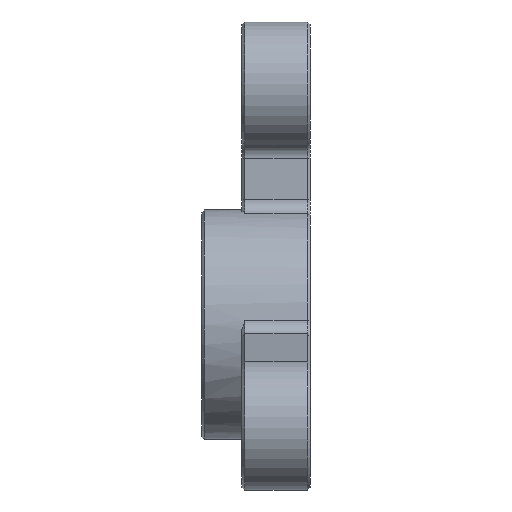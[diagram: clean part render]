
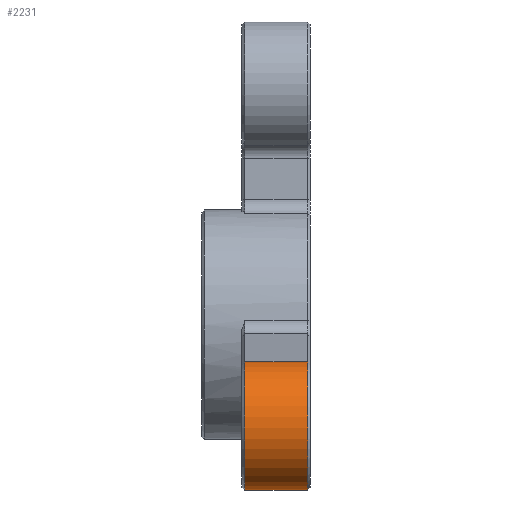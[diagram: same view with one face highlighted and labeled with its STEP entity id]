
A CAD part, left-side view. The second image highlights one B-rep face of the part: STEP entity #2231.
In plain terms, the highlighted cylindrical face has radius 4.491 mm (diameter 8.982 mm), a partial arc.
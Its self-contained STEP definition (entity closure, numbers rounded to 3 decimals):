
#47=CYLINDRICAL_SURFACE('',#2472,4.491);
#218=FACE_OUTER_BOUND('',#358,.T.);
#358=EDGE_LOOP('',(#1837,#1838,#1839,#1840));
#549=LINE('',#3688,#776);
#550=LINE('',#3690,#777);
#776=VECTOR('',#2983,10.);
#777=VECTOR('',#2986,10.);
#940=CIRCLE('',#2424,4.491);
#947=CIRCLE('',#2442,4.491);
#1071=VERTEX_POINT('',#3566);
#1073=VERTEX_POINT('',#3573);
#1086=VERTEX_POINT('',#3620);
#1087=VERTEX_POINT('',#3624);
#1309=EDGE_CURVE('',#1073,#1071,#940,.T.);
#1334=EDGE_CURVE('',#1086,#1087,#947,.T.);
#1367=EDGE_CURVE('',#1087,#1073,#549,.T.);
#1368=EDGE_CURVE('',#1071,#1086,#550,.T.);
#1837=ORIENTED_EDGE('',*,*,#1309,.F.);
#1838=ORIENTED_EDGE('',*,*,#1367,.F.);
#1839=ORIENTED_EDGE('',*,*,#1334,.F.);
#1840=ORIENTED_EDGE('',*,*,#1368,.F.);
#2231=ADVANCED_FACE('',(#218),#47,.T.);
#2424=AXIS2_PLACEMENT_3D('',#3575,#2846,#2847);
#2442=AXIS2_PLACEMENT_3D('',#3625,#2900,#2901);
#2472=AXIS2_PLACEMENT_3D('',#3689,#2984,#2985);
#2846=DIRECTION('center_axis',(0.,1.,0.));
#2847=DIRECTION('ref_axis',(-1.,0.,0.));
#2900=DIRECTION('center_axis',(0.,-1.,0.));
#2901=DIRECTION('ref_axis',(-1.,0.,0.));
#2983=DIRECTION('',(0.,1.,0.));
#2984=DIRECTION('center_axis',(0.,1.,0.));
#2985=DIRECTION('ref_axis',(-0.979,0.,-0.206));
#2986=DIRECTION('',(0.,-1.,0.));
#3566=CARTESIAN_POINT('',(36.806,-25.809,28.34));
#3573=CARTESIAN_POINT('',(37.547,-25.809,24.818));
#3575=CARTESIAN_POINT('Origin',(33.15,-25.809,25.732));
#3620=CARTESIAN_POINT('',(36.806,-30.209,28.34));
#3624=CARTESIAN_POINT('',(37.547,-30.209,24.818));
#3625=CARTESIAN_POINT('Origin',(33.15,-30.209,25.732));
#3688=CARTESIAN_POINT('',(37.547,-30.409,24.818));
#3689=CARTESIAN_POINT('Origin',(33.15,-30.409,25.732));
#3690=CARTESIAN_POINT('',(36.806,-30.409,28.34));
